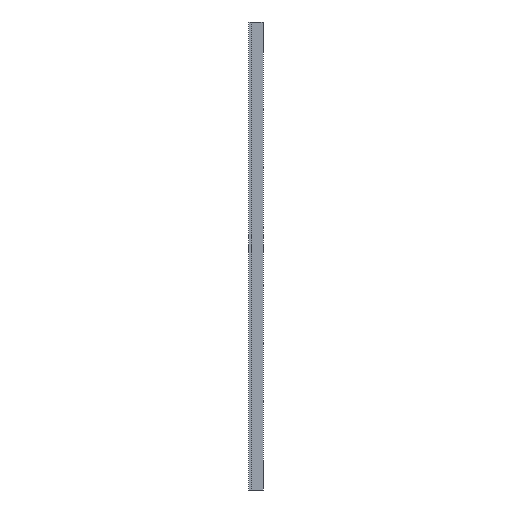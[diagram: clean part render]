
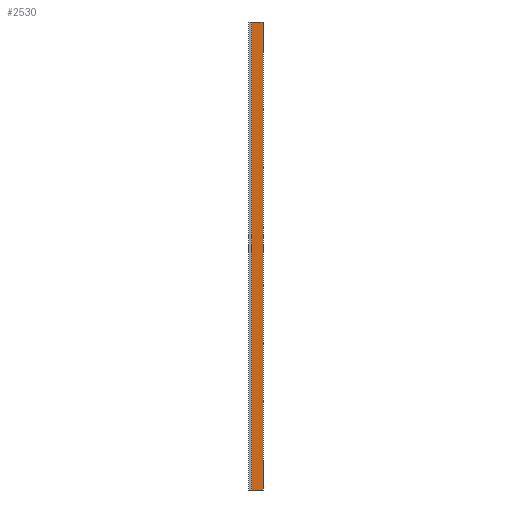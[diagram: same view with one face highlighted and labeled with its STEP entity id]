
A CAD part, left-side view. The second image highlights one B-rep face of the part: STEP entity #2530.
In plain terms, the highlighted planar face has unit normal (-1, 0, 0).
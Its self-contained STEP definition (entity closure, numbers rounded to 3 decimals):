
#307=DIRECTION('',(0.,-1.,0.));
#308=VECTOR('',#307,47.5);
#309=CARTESIAN_POINT('',(-115.,47.5,0.));
#310=LINE('',#309,#308);
#679=DIRECTION('',(0.,-1.,0.));
#680=VECTOR('',#679,47.5);
#681=CARTESIAN_POINT('',(-115.,47.5,-2000.));
#682=LINE('',#681,#680);
#935=DIRECTION('',(0.,0.,-1.));
#936=VECTOR('',#935,2000.);
#937=CARTESIAN_POINT('',(-115.,47.5,0.));
#938=LINE('',#937,#936);
#939=DIRECTION('',(0.,0.,-1.));
#940=VECTOR('',#939,2000.);
#941=CARTESIAN_POINT('',(-115.,0.,0.));
#942=LINE('',#941,#940);
#1387=CARTESIAN_POINT('',(-115.,47.5,0.));
#1388=VERTEX_POINT('',#1387);
#1389=CARTESIAN_POINT('',(-115.,0.,0.));
#1390=VERTEX_POINT('',#1389);
#1415=CARTESIAN_POINT('',(-115.,47.5,-2000.));
#1416=VERTEX_POINT('',#1415);
#1417=CARTESIAN_POINT('',(-115.,0.,-2000.));
#1418=VERTEX_POINT('',#1417);
#2518=CARTESIAN_POINT('',(-115.,47.5,0.));
#2519=DIRECTION('',(-1.,0.,0.));
#2520=DIRECTION('',(0.,-1.,0.));
#2521=AXIS2_PLACEMENT_3D('',#2518,#2519,#2520);
#2522=PLANE('',#2521);
#2523=ORIENTED_EDGE('',*,*,#1874,.T.);
#2525=ORIENTED_EDGE('',*,*,#2524,.T.);
#2526=ORIENTED_EDGE('',*,*,#2196,.F.);
#2527=ORIENTED_EDGE('',*,*,#2511,.F.);
#2528=EDGE_LOOP('',(#2523,#2525,#2526,#2527));
#2529=FACE_OUTER_BOUND('',#2528,.F.);
#1874=EDGE_CURVE('',#1388,#1390,#310,.T.);
#2196=EDGE_CURVE('',#1416,#1418,#682,.T.);
#2511=EDGE_CURVE('',#1388,#1416,#938,.T.);
#2524=EDGE_CURVE('',#1390,#1418,#942,.T.);
#2530=ADVANCED_FACE('',(#2529),#2522,.T.);
